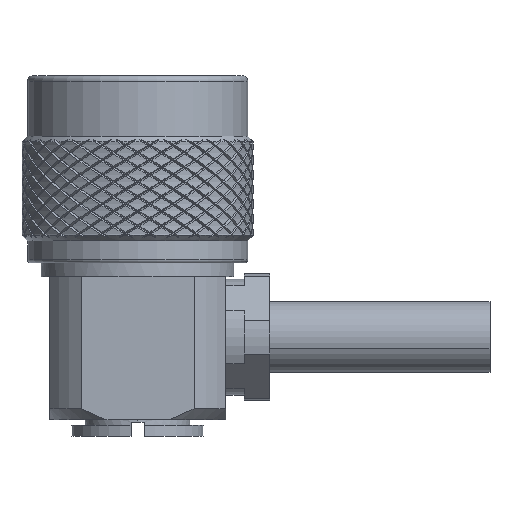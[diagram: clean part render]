
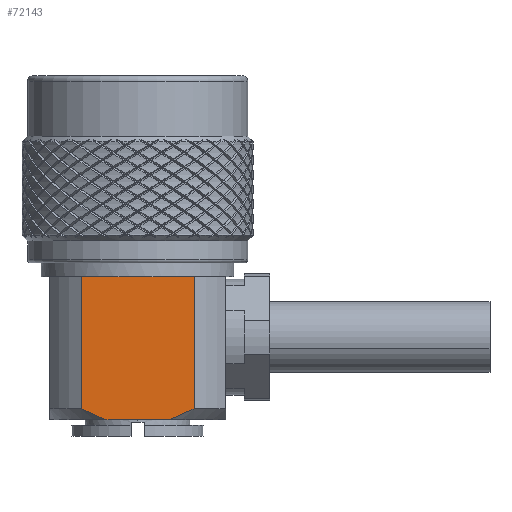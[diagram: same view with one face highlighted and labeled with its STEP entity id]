
A CAD part, left-side view. The second image highlights one B-rep face of the part: STEP entity #72143.
In plain terms, the highlighted planar face has unit normal (-1, 0, 0).
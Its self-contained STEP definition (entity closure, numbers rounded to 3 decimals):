
#242 = ORIENTED_EDGE ( 'NONE', *, *, #44149, .T. ) ;
#1093 = CARTESIAN_POINT ( 'NONE',  ( -8., 2.872, -13. ) ) ;
#1958 = VECTOR ( 'NONE', #38463, 1000. ) ;
#2789 = EDGE_CURVE ( 'NONE', #59139, #88247, #101539, .T. ) ;
#3903 = EDGE_LOOP ( 'NONE', ( #22589, #56064, #74206, #55810, #242, #28786, #106787, #4096 ) ) ;
#4096 = ORIENTED_EDGE ( 'NONE', *, *, #17714, .T. ) ;
#6194 = EDGE_CURVE ( 'NONE', #97860, #52815, #53463, .T. ) ;
#7655 = DIRECTION ( 'NONE',  ( 0., 1., 0. ) ) ;
#8004 = VERTEX_POINT ( 'NONE', #13638 ) ;
#9689 = CARTESIAN_POINT ( 'NONE',  ( -8., 5.123, -13. ) ) ;
#12890 = VECTOR ( 'NONE', #52286, 1000. ) ;
#13638 = CARTESIAN_POINT ( 'NONE',  ( -8., 3.544, 0. ) ) ;
#17714 = EDGE_CURVE ( 'NONE', #93632, #88247, #39095, .T. ) ;
#20623 = DIRECTION ( 'NONE',  ( 0., 1., 0. ) ) ;
#21125 = CARTESIAN_POINT ( 'NONE',  ( -8., 5.123, -12. ) ) ;
#21411 = EDGE_CURVE ( 'NONE', #41933, #97860, #56747, .T. ) ;
#22251 = VECTOR ( 'NONE', #20623, 1000. ) ;
#22589 = ORIENTED_EDGE ( 'NONE', *, *, #2789, .F. ) ;
#24307 = CARTESIAN_POINT ( 'NONE',  ( -8., -4.399, -12.391 ) ) ;
#24464 = DIRECTION ( 'NONE',  ( 0., 1., 0. ) ) ;
#28589 = LINE ( 'NONE', #9689, #104605 ) ;
#28786 = ORIENTED_EDGE ( 'NONE', *, *, #106407, .T. ) ;
#30189 = CARTESIAN_POINT ( 'NONE',  ( -8., -5.123, -13. ) ) ;
#31567 = EDGE_CURVE ( 'NONE', #59139, #41933, #85023, .T. ) ;
#38463 = DIRECTION ( 'NONE',  ( 0., 0., 1. ) ) ;
#39095 = B_SPLINE_CURVE_WITH_KNOTS ( 'NONE', 3,
 ( #21125, #73104, #45922, #1093 ),
 .UNSPECIFIED., .F., .F.,
 ( 4, 4 ),
 ( 0., 0.002 ),
 .UNSPECIFIED. ) ;
#40942 = CARTESIAN_POINT ( 'NONE',  ( -8., 5.123, -12. ) ) ;
#41933 = VERTEX_POINT ( 'NONE', #64472 ) ;
#42745 = DIRECTION ( 'NONE',  ( 1., 0., 0. ) ) ;
#44149 = EDGE_CURVE ( 'NONE', #52815, #8004, #94189, .T. ) ;
#45922 = CARTESIAN_POINT ( 'NONE',  ( -8., 3.653, -12.736 ) ) ;
#50820 = CARTESIAN_POINT ( 'NONE',  ( -8., -5.123, 0. ) ) ;
#51301 = VECTOR ( 'NONE', #7655, 1000. ) ;
#51565 = PLANE ( 'NONE',  #99231 ) ;
#52286 = DIRECTION ( 'NONE',  ( 0., 1., 0. ) ) ;
#52815 = VERTEX_POINT ( 'NONE', #61723 ) ;
#53463 = LINE ( 'NONE', #115004, #12890 ) ;
#55810 = ORIENTED_EDGE ( 'NONE', *, *, #6194, .T. ) ;
#56064 = ORIENTED_EDGE ( 'NONE', *, *, #31567, .T. ) ;
#56747 = LINE ( 'NONE', #30189, #1958 ) ;
#56962 = CARTESIAN_POINT ( 'NONE',  ( -8., 5.123, 0. ) ) ;
#59139 = VERTEX_POINT ( 'NONE', #111237 ) ;
#59864 = CARTESIAN_POINT ( 'NONE',  ( -8., 5.123, -13. ) ) ;
#61723 = CARTESIAN_POINT ( 'NONE',  ( -8., -3.544, 0. ) ) ;
#63116 = CARTESIAN_POINT ( 'NONE',  ( -8., 5.123, 0. ) ) ;
#63728 = CARTESIAN_POINT ( 'NONE',  ( -8., 5.123, -13. ) ) ;
#64472 = CARTESIAN_POINT ( 'NONE',  ( -8., -5.123, -12. ) ) ;
#64589 = DIRECTION ( 'NONE',  ( 0., 0., 1. ) ) ;
#68578 = CARTESIAN_POINT ( 'NONE',  ( -8., -2.872, -13. ) ) ;
#70029 = VERTEX_POINT ( 'NONE', #106118 ) ;
#72143 = ADVANCED_FACE ( 'NONE', ( #80528 ), #51565, .F. ) ;
#73104 = CARTESIAN_POINT ( 'NONE',  ( -8., 4.399, -12.391 ) ) ;
#74206 = ORIENTED_EDGE ( 'NONE', *, *, #21411, .T. ) ;
#80528 = FACE_OUTER_BOUND ( 'NONE', #3903, .T. ) ;
#83861 = EDGE_CURVE ( 'NONE', #93632, #70029, #28589, .T. ) ;
#85023 = B_SPLINE_CURVE_WITH_KNOTS ( 'NONE', 3,
 ( #68578, #105236, #24307, #88662 ),
 .UNSPECIFIED., .F., .F.,
 ( 4, 4 ),
 ( 0., 0.002 ),
 .UNSPECIFIED. ) ;
#88186 = VECTOR ( 'NONE', #93594, 1000. ) ;
#88247 = VERTEX_POINT ( 'NONE', #91808 ) ;
#88662 = CARTESIAN_POINT ( 'NONE',  ( -8., -5.123, -12. ) ) ;
#91808 = CARTESIAN_POINT ( 'NONE',  ( -8., 2.872, -13. ) ) ;
#93594 = DIRECTION ( 'NONE',  ( 0., 1., 0. ) ) ;
#93632 = VERTEX_POINT ( 'NONE', #40942 ) ;
#94189 = LINE ( 'NONE', #56962, #88186 ) ;
#97860 = VERTEX_POINT ( 'NONE', #50820 ) ;
#99231 = AXIS2_PLACEMENT_3D ( 'NONE', #59864, #42745, #24464 ) ;
#101539 = LINE ( 'NONE', #63728, #22251 ) ;
#104605 = VECTOR ( 'NONE', #64589, 1000. ) ;
#105236 = CARTESIAN_POINT ( 'NONE',  ( -8., -3.653, -12.736 ) ) ;
#106118 = CARTESIAN_POINT ( 'NONE',  ( -8., 5.123, 0. ) ) ;
#106407 = EDGE_CURVE ( 'NONE', #8004, #70029, #108612, .T. ) ;
#106787 = ORIENTED_EDGE ( 'NONE', *, *, #83861, .F. ) ;
#108612 = LINE ( 'NONE', #63116, #51301 ) ;
#111237 = CARTESIAN_POINT ( 'NONE',  ( -8., -2.872, -13. ) ) ;
#115004 = CARTESIAN_POINT ( 'NONE',  ( -8., 5.123, 0. ) ) ;
